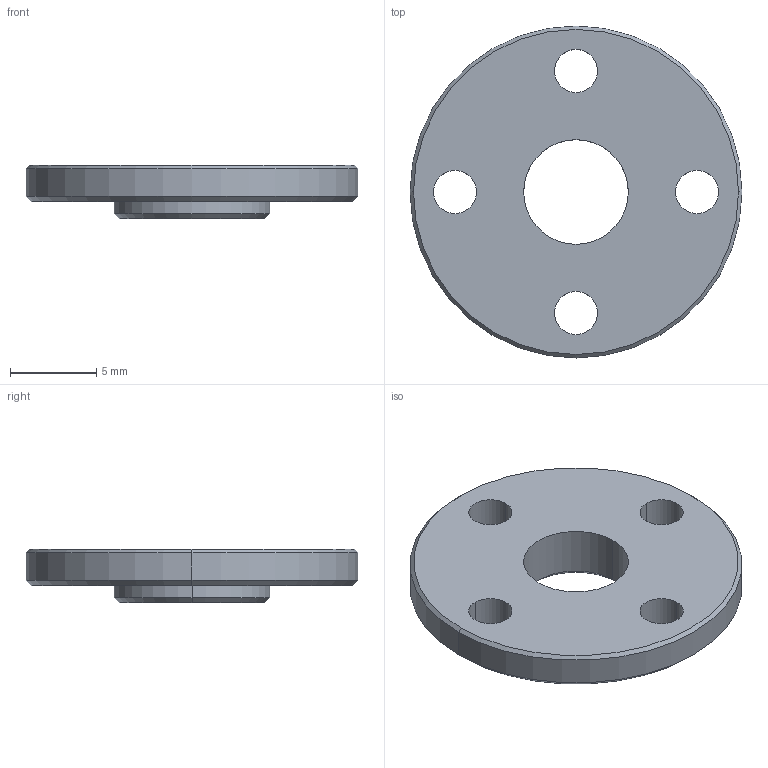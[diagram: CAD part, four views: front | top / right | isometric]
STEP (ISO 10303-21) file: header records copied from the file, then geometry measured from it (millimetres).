
FILE_DESCRIPTION((''),'2;1');
FILE_NAME('WJ-DP00-0002-FK-AP-020','2019-03-20T',('Administrator'),(''),'PRO/ENGINEER BY PARAMETRIC TECHNOLOGY CORPORATION, 2008380','PRO/ENGINEER BY PARAMETRIC TECHNOLOGY CORPORATION, 2008380','');
FILE_SCHEMA(('AUTOMOTIVE_DESIGN_CC2 { 1 2 10303 214 -1 1 5 2 }'));
Length unit declared in the file: millimetre
Products named in the file (1): WJ-DP00-0002-FK-AP-020
Bounding box: 19.2 x 19.2 x 3.1 mm (x, y, z)
Volume: 535.3 mm3; surface area: 736 mm2
Topology: 1 solids, 1 shells, 25 faces, 74 edges, 52 vertices
Faces by surface type: cylinder 14, cone 8, plane 3
Entity records: 940 total; most frequent: DIRECTION 176, CARTESIAN_POINT 151, ORIENTED_EDGE 148, AXIS2_PLACEMENT_3D 77, EDGE_CURVE 74, VERTEX_POINT 52, CIRCLE 52, EDGE_LOOP 36
